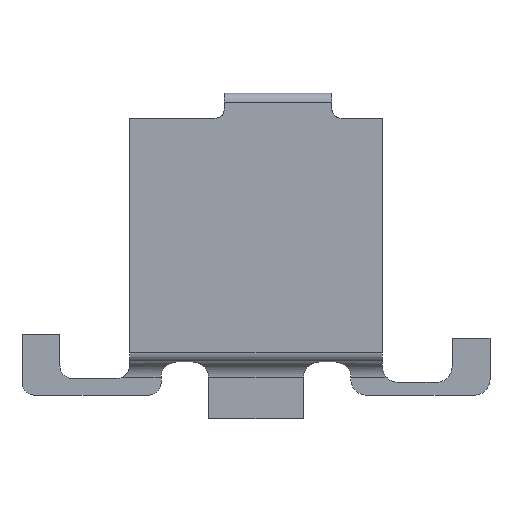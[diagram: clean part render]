
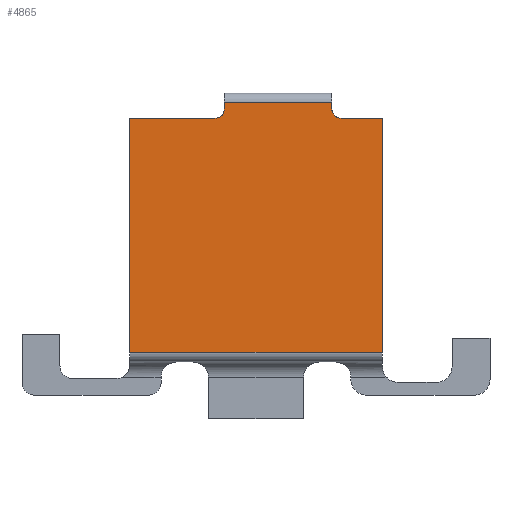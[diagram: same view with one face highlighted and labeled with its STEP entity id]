
A CAD part, left-side view. The second image highlights one B-rep face of the part: STEP entity #4865.
In plain terms, the highlighted planar face has unit normal (-1, 0, 0).
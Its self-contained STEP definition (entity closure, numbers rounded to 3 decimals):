
#62 = VECTOR ( 'NONE', #1378, 1000. ) ;
#224 = CARTESIAN_POINT ( 'NONE',  ( -108.738, -23.983, 2. ) ) ;
#357 = VERTEX_POINT ( 'NONE', #1961 ) ;
#410 = DIRECTION ( 'NONE',  ( 0., 0., -1. ) ) ;
#578 = EDGE_CURVE ( 'NONE', #4873, #3498, #836, .T. ) ;
#653 = ORIENTED_EDGE ( 'NONE', *, *, #5007, .T. ) ;
#697 = PLANE ( 'NONE',  #1303 ) ;
#722 = AXIS2_PLACEMENT_3D ( 'NONE', #1157, #2026, #1575 ) ;
#732 = VERTEX_POINT ( 'NONE', #3599 ) ;
#836 = LINE ( 'NONE', #6069, #3363 ) ;
#864 = CARTESIAN_POINT ( 'NONE',  ( -108.738, -12.669, -3. ) ) ;
#945 = LINE ( 'NONE', #5799, #982 ) ;
#982 = VECTOR ( 'NONE', #5765, 1000. ) ;
#1047 = ORIENTED_EDGE ( 'NONE', *, *, #1545, .F. ) ;
#1057 = CARTESIAN_POINT ( 'NONE',  ( -108.738, 40., -77. ) ) ;
#1084 = VECTOR ( 'NONE', #4989, 1000. ) ;
#1091 = DIRECTION ( 'NONE',  ( 0., 0., 1. ) ) ;
#1104 = VERTEX_POINT ( 'NONE', #5380 ) ;
#1157 = CARTESIAN_POINT ( 'NONE',  ( -108.738, 13., 0. ) ) ;
#1159 = CARTESIAN_POINT ( 'NONE',  ( -108.738, -40., -3. ) ) ;
#1303 = AXIS2_PLACEMENT_3D ( 'NONE', #3035, #2173, #1664 ) ;
#1378 = DIRECTION ( 'NONE',  ( 0., -1., 0. ) ) ;
#1388 = EDGE_CURVE ( 'NONE', #4836, #732, #1392, .T. ) ;
#1392 = LINE ( 'NONE', #3432, #6230 ) ;
#1545 = EDGE_CURVE ( 'NONE', #357, #732, #6002, .T. ) ;
#1575 = DIRECTION ( 'NONE',  ( 0., 0., -1. ) ) ;
#1616 = EDGE_CURVE ( 'NONE', #357, #4873, #1853, .T. ) ;
#1664 = DIRECTION ( 'NONE',  ( 0., 0., -1. ) ) ;
#1829 = LINE ( 'NONE', #864, #62 ) ;
#1853 = CIRCLE ( 'NONE', #722, 3. ) ;
#1961 = CARTESIAN_POINT ( 'NONE',  ( -108.738, 10., 0. ) ) ;
#2026 = DIRECTION ( 'NONE',  ( 1., 0., 0. ) ) ;
#2058 = AXIS2_PLACEMENT_3D ( 'NONE', #2459, #3418, #5806 ) ;
#2108 = VECTOR ( 'NONE', #410, 1000. ) ;
#2173 = DIRECTION ( 'NONE',  ( 1., 0., 0. ) ) ;
#2221 = EDGE_CURVE ( 'NONE', #5978, #1104, #3075, .T. ) ;
#2238 = CARTESIAN_POINT ( 'NONE',  ( -108.738, -40., -77. ) ) ;
#2451 = ORIENTED_EDGE ( 'NONE', *, *, #578, .T. ) ;
#2459 = CARTESIAN_POINT ( 'NONE',  ( -108.738, -26.983, 0. ) ) ;
#2594 = CARTESIAN_POINT ( 'NONE',  ( -108.738, 10., -3. ) ) ;
#2727 = DIRECTION ( 'NONE',  ( 0., 1., 0. ) ) ;
#2809 = VERTEX_POINT ( 'NONE', #1159 ) ;
#3035 = CARTESIAN_POINT ( 'NONE',  ( -108.738, -40., 5. ) ) ;
#3075 = CIRCLE ( 'NONE', #2058, 3. ) ;
#3119 = VECTOR ( 'NONE', #5069, 1000. ) ;
#3125 = LINE ( 'NONE', #2238, #3119 ) ;
#3214 = VERTEX_POINT ( 'NONE', #1057 ) ;
#3330 = ORIENTED_EDGE ( 'NONE', *, *, #3969, .F. ) ;
#3363 = VECTOR ( 'NONE', #2727, 1000. ) ;
#3418 = DIRECTION ( 'NONE',  ( 1., 0., 0. ) ) ;
#3432 = CARTESIAN_POINT ( 'NONE',  ( -108.738, 40., 2. ) ) ;
#3498 = VERTEX_POINT ( 'NONE', #4557 ) ;
#3559 = CARTESIAN_POINT ( 'NONE',  ( -108.738, -23.983, 2. ) ) ;
#3572 = FACE_OUTER_BOUND ( 'NONE', #4746, .T. ) ;
#3577 = EDGE_CURVE ( 'NONE', #3214, #6286, #3125, .T. ) ;
#3599 = CARTESIAN_POINT ( 'NONE',  ( -108.738, 10., 2. ) ) ;
#3799 = CARTESIAN_POINT ( 'NONE',  ( -108.738, -40., -77. ) ) ;
#3860 = CARTESIAN_POINT ( 'NONE',  ( -108.738, 40., 5. ) ) ;
#3886 = ORIENTED_EDGE ( 'NONE', *, *, #1616, .T. ) ;
#3890 = LINE ( 'NONE', #3860, #2108 ) ;
#3969 = EDGE_CURVE ( 'NONE', #2809, #6286, #945, .T. ) ;
#3991 = VECTOR ( 'NONE', #1091, 1000. ) ;
#3994 = CARTESIAN_POINT ( 'NONE',  ( -108.738, 13., -3. ) ) ;
#4284 = EDGE_CURVE ( 'NONE', #4836, #1104, #5632, .T. ) ;
#4303 = ORIENTED_EDGE ( 'NONE', *, *, #1388, .T. ) ;
#4557 = CARTESIAN_POINT ( 'NONE',  ( -108.738, 40., -3. ) ) ;
#4734 = ORIENTED_EDGE ( 'NONE', *, *, #2221, .T. ) ;
#4743 = ORIENTED_EDGE ( 'NONE', *, *, #5994, .F. ) ;
#4746 = EDGE_LOOP ( 'NONE', ( #4743, #4734, #5384, #4303, #1047, #3886, #2451, #653, #4877, #3330 ) ) ;
#4836 = VERTEX_POINT ( 'NONE', #224 ) ;
#4865 = ADVANCED_FACE ( 'NONE', ( #3572 ), #697, .F. ) ;
#4873 = VERTEX_POINT ( 'NONE', #3994 ) ;
#4877 = ORIENTED_EDGE ( 'NONE', *, *, #3577, .T. ) ;
#4989 = DIRECTION ( 'NONE',  ( 0., 0., -1. ) ) ;
#5007 = EDGE_CURVE ( 'NONE', #3498, #3214, #3890, .T. ) ;
#5069 = DIRECTION ( 'NONE',  ( 0., -1., 0. ) ) ;
#5307 = DIRECTION ( 'NONE',  ( 0., 1., 0. ) ) ;
#5380 = CARTESIAN_POINT ( 'NONE',  ( -108.738, -23.983, 0. ) ) ;
#5384 = ORIENTED_EDGE ( 'NONE', *, *, #4284, .F. ) ;
#5486 = CARTESIAN_POINT ( 'NONE',  ( -108.738, -26.983, -3. ) ) ;
#5632 = LINE ( 'NONE', #3559, #1084 ) ;
#5765 = DIRECTION ( 'NONE',  ( 0., 0., -1. ) ) ;
#5799 = CARTESIAN_POINT ( 'NONE',  ( -108.738, -40., 5. ) ) ;
#5806 = DIRECTION ( 'NONE',  ( 0., 0., -1. ) ) ;
#5978 = VERTEX_POINT ( 'NONE', #5486 ) ;
#5994 = EDGE_CURVE ( 'NONE', #5978, #2809, #1829, .T. ) ;
#6002 = LINE ( 'NONE', #2594, #3991 ) ;
#6069 = CARTESIAN_POINT ( 'NONE',  ( -108.738, -1.314, -3. ) ) ;
#6230 = VECTOR ( 'NONE', #5307, 1000. ) ;
#6286 = VERTEX_POINT ( 'NONE', #3799 ) ;
